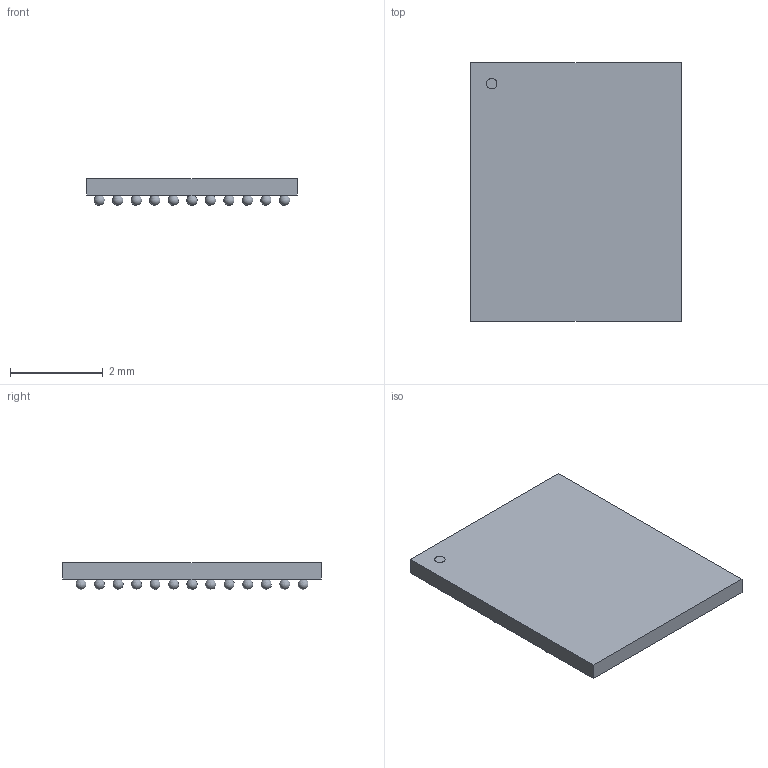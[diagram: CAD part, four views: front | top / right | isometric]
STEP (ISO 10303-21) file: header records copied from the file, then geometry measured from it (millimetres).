
FILE_DESCRIPTION(('STEP AP214'),'1');
FILE_NAME('WLCSP143','2022-02-11T15:22:43',(''),(''),'','','');
FILE_SCHEMA(('AUTOMOTIVE_DESIGN'));
Length unit declared in the file: millimetre
Products named in the file (1): product
Bounding box: 4.55 x 5.59 x 0.59 mm (x, y, z)
Volume: 9.9 mm3; surface area: 81.6 mm2
Topology: 145 solids, 145 shells, 152 faces, 444 edges, 296 vertices
Faces by surface type: sphere 143, plane 8, cylinder 1
Full cylindrical faces by diameter (mm): 0.227 x1
Entity records: 1543 total; most frequent: DIRECTION 324, CARTESIAN_POINT 166, AXIS2_PLACEMENT_3D 156, STYLED_ITEM 152, ADVANCED_FACE 152, MANIFOLD_SOLID_BREP 145, CLOSED_SHELL 145, SPHERICAL_SURFACE 143
